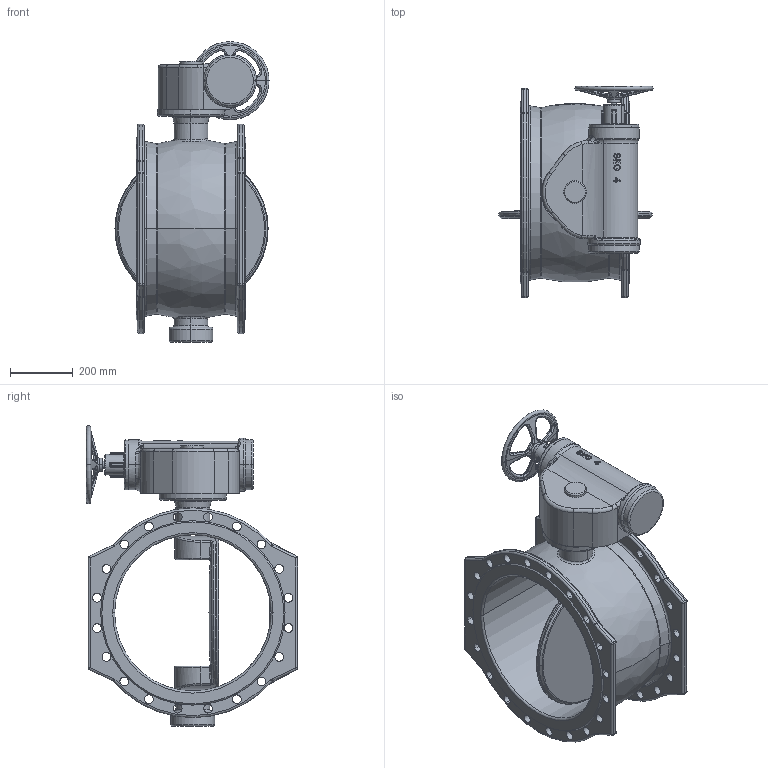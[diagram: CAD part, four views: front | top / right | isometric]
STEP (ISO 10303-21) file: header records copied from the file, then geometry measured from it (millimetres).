
FILE_DESCRIPTION((''),'2;1');
FILE_NAME('0D231144_ASM','2014-12-08T',('aspaegele'),(''),'PRO/ENGINEER BY PARAMETRIC TECHNOLOGY CORPORATION, 2010040','PRO/ENGINEER BY PARAMETRIC TECHNOLOGY CORPORATION, 2010040','');
FILE_SCHEMA(('AUTOMOTIVE_DESIGN_CC2 { 1 2 10303 214 -1 1 5 2 }'));
Length unit declared in the file: millimetre
Products named in the file (6): F0D231136; M0D231136; NET_SKG_4; NET_LAGERNABE_SKG_2_4; 250_22_NABENLOCH; 0D231144_ASM
Assembly tree (5 placements, depth 2):
  0D231144_ASM
    F0D231136
    M0D231136
    NET_SKG_4
    NET_LAGERNABE_SKG_2_4
    250_22_NABENLOCH
Bounding box: 493 x 675.4 x 961.9 mm (x, y, z)
Volume: 46785998.5 mm3; surface area: 2894111.9 mm2
Topology: 5 solids, 5 shells, 1106 faces, 2848 edges, 1787 vertices
Faces by surface type: plane 582, cylinder 246, torus 131, bspline 95, sphere 34, cone 18
Entity records: 49798 total; most frequent: CARTESIAN_POINT 13771, ORIENTED_EDGE 5692, DIRECTION 5226, EDGE_CURVE 2846, PRESENTATION_STYLE_ASSIGNMENT 2831, STYLED_ITEM 2790, CURVE_STYLE 2740, AXIS2_PLACEMENT_3D 1926
